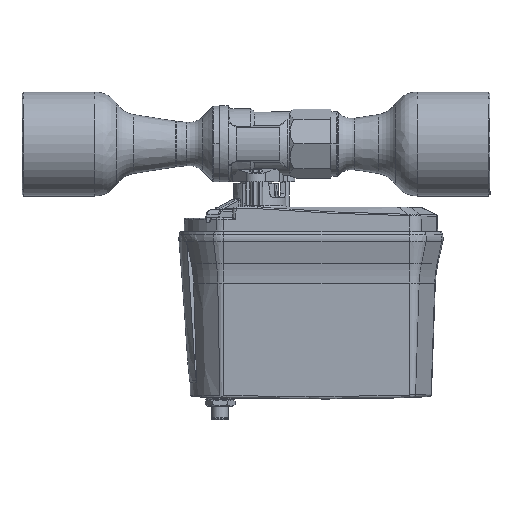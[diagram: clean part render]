
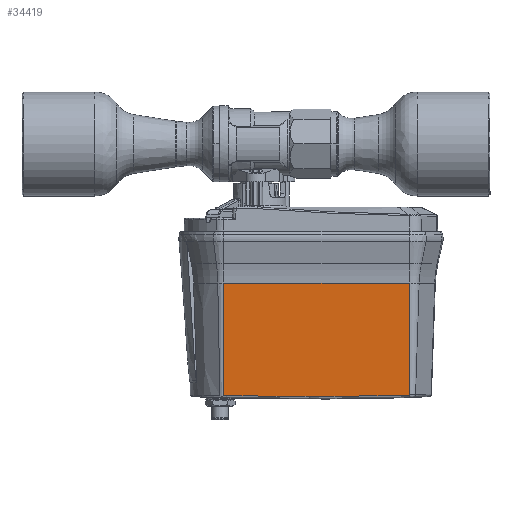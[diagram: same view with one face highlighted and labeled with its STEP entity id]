
A CAD part, top view. The second image highlights one B-rep face of the part: STEP entity #34419.
In plain terms, the highlighted planar face has unit normal (0, -0.035, 0.999).
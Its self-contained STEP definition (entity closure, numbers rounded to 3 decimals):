
#10306=DIRECTION('',(1.,0.,0.));
#10307=VECTOR('',#10306,71.514);
#10308=CARTESIAN_POINT('',(-12.497,34.48,
22.965));
#10309=LINE('',#10308,#10307);
#10334=DIRECTION('',(0.,0.999,0.035));
#10335=VECTOR('',#10334,43.233);
#10336=CARTESIAN_POINT('',(-12.497,-8.727,
21.456));
#10337=LINE('',#10336,#10335);
#10631=CARTESIAN_POINT('',(36.,-9.053,21.445));
#10632=CARTESIAN_POINT('',(38.764,-9.028,
21.446));
#10633=CARTESIAN_POINT('',(44.153,-8.963,
21.448));
#10634=CARTESIAN_POINT('',(51.823,-8.818,
21.453));
#10635=CARTESIAN_POINT('',(56.665,-8.679,
21.458));
#10636=CARTESIAN_POINT('',(59.016,-8.588,
21.461));
#10650=CARTESIAN_POINT('',(-12.497,-8.727,
21.456));
#10657=CARTESIAN_POINT('',(-12.497,-8.727,
21.456));
#10658=CARTESIAN_POINT('',(-10.906,-8.773,
21.455));
#10659=CARTESIAN_POINT('',(-7.674,-8.852,
21.452));
#10660=CARTESIAN_POINT('',(-2.674,-8.945,
21.449));
#10661=CARTESIAN_POINT('',(0.759,-8.992,
21.447));
#10662=CARTESIAN_POINT('',(2.5,-9.013,
21.446));
#10664=CARTESIAN_POINT('',(6.,-9.05,21.445));
#10665=CARTESIAN_POINT('',(6.395,-9.054,
21.445));
#10666=CARTESIAN_POINT('',(7.206,-9.061,
21.445));
#10667=CARTESIAN_POINT('',(8.061,-9.068,
21.445));
#10668=CARTESIAN_POINT('',(8.5,-9.072,
21.444));
#10670=CARTESIAN_POINT('',(12.,-9.095,21.444));
#10671=CARTESIAN_POINT('',(12.401,-9.097,
21.444));
#10672=CARTESIAN_POINT('',(13.219,-9.101,
21.443));
#10673=CARTESIAN_POINT('',(14.068,-9.105,
21.443));
#10674=CARTESIAN_POINT('',(14.5,-9.106,
21.443));
#10676=CARTESIAN_POINT('',(18.,-9.116,21.443));
#10677=CARTESIAN_POINT('',(17.608,-9.114,
21.443));
#10678=CARTESIAN_POINT('',(16.827,-9.11,
21.443));
#10679=CARTESIAN_POINT('',(15.66,-9.113,
21.443));
#10680=CARTESIAN_POINT('',(14.886,-9.109,
21.443));
#10681=CARTESIAN_POINT('',(14.5,-9.106,
21.443));
#10683=CARTESIAN_POINT('',(18.,-9.116,21.443));
#10684=CARTESIAN_POINT('',(18.428,-9.117,
21.443));
#10685=CARTESIAN_POINT('',(19.273,-9.119,
21.443));
#10686=CARTESIAN_POINT('',(20.095,-9.119,
21.443));
#10687=CARTESIAN_POINT('',(20.5,-9.119,21.443));
#10689=CARTESIAN_POINT('',(24.,-9.117,
21.443));
#10690=CARTESIAN_POINT('',(23.613,-9.118,
21.443));
#10691=CARTESIAN_POINT('',(22.838,-9.118,
21.443));
#10692=CARTESIAN_POINT('',(21.668,-9.118,
21.443));
#10693=CARTESIAN_POINT('',(20.89,-9.119,
21.443));
#10694=CARTESIAN_POINT('',(20.5,-9.119,21.443));
#10696=CARTESIAN_POINT('',(30.,-9.096,
21.444));
#10697=CARTESIAN_POINT('',(29.614,-9.1,
21.443));
#10698=CARTESIAN_POINT('',(28.84,-9.106,
21.443));
#10699=CARTESIAN_POINT('',(27.673,-9.102,
21.443));
#10700=CARTESIAN_POINT('',(26.892,-9.107,
21.443));
#10701=CARTESIAN_POINT('',(26.5,-9.111,21.443));
#10703=CARTESIAN_POINT('',(32.5,-9.081,21.444));
#10704=CARTESIAN_POINT('',(33.667,-9.072,
21.444));
#10705=CARTESIAN_POINT('',(34.833,-9.063,
21.445));
#10706=CARTESIAN_POINT('',(36.,-9.053,21.445));
#10708=CARTESIAN_POINT('',(32.5,-9.081,21.444));
#10709=CARTESIAN_POINT('',(32.097,-9.084,
21.444));
#10710=CARTESIAN_POINT('',(31.278,-9.089,
21.444));
#10711=CARTESIAN_POINT('',(30.431,-9.094,
21.444));
#10712=CARTESIAN_POINT('',(30.,-9.096,
21.444));
#10714=CARTESIAN_POINT('',(26.5,-9.111,21.443));
#10715=CARTESIAN_POINT('',(26.095,-9.112,
21.443));
#10716=CARTESIAN_POINT('',(25.274,-9.115,
21.443));
#10717=CARTESIAN_POINT('',(24.428,-9.116,
21.443));
#10718=CARTESIAN_POINT('',(24.,-9.117,
21.443));
#10720=CARTESIAN_POINT('',(8.5,-9.072,
21.444));
#10721=CARTESIAN_POINT('',(9.667,-9.079,
21.444));
#10722=CARTESIAN_POINT('',(10.833,-9.087,
21.444));
#10723=CARTESIAN_POINT('',(12.,-9.095,21.444));
#10725=CARTESIAN_POINT('',(2.5,-9.013,
21.446));
#10726=CARTESIAN_POINT('',(3.667,-9.026,
21.446));
#10727=CARTESIAN_POINT('',(4.833,-9.038,
21.446));
#10728=CARTESIAN_POINT('',(6.,-9.05,21.445));
#10730=DIRECTION('',(0.,-0.999,-0.035));
#10731=VECTOR('',#10730,43.094);
#10732=CARTESIAN_POINT('',(59.016,34.48,22.965));
#10733=LINE('',#10732,#10731);
#13400=CARTESIAN_POINT('',(59.016,34.48,22.965));
#13402=VERTEX_POINT('',#13400);
#13493=VERTEX_POINT('',#10689);
#13494=VERTEX_POINT('',#10694);
#13497=VERTEX_POINT('',#10703);
#13498=VERTEX_POINT('',#10706);
#13549=VERTEX_POINT('',#10676);
#13550=VERTEX_POINT('',#10681);
#13553=CARTESIAN_POINT('',(59.016,-8.588,
21.461));
#13554=VERTEX_POINT('',#13553);
#13560=CARTESIAN_POINT('',(-12.497,34.48,
22.965));
#13561=VERTEX_POINT('',#13560);
#13587=VERTEX_POINT('',#10725);
#13588=VERTEX_POINT('',#10728);
#13604=VERTEX_POINT('',#10650);
#13619=VERTEX_POINT('',#10696);
#13620=VERTEX_POINT('',#10701);
#13621=VERTEX_POINT('',#10720);
#13622=VERTEX_POINT('',#10723);
#34395=CARTESIAN_POINT('',(59.016,38.265,23.098));
#34396=DIRECTION('',(0.,0.035,-0.999));
#34397=DIRECTION('',(0.,0.999,0.035));
#34398=AXIS2_PLACEMENT_3D('',#34395,#34396,#34397);
#34399=PLANE('',#34398);
#34400=ORIENTED_EDGE('',*,*,#34363,.F.);
#34401=ORIENTED_EDGE('',*,*,#34361,.F.);
#34402=ORIENTED_EDGE('',*,*,#34390,.T.);
#34403=ORIENTED_EDGE('',*,*,#34388,.T.);
#34404=ORIENTED_EDGE('',*,*,#34386,.T.);
#34405=ORIENTED_EDGE('',*,*,#34384,.T.);
#34406=ORIENTED_EDGE('',*,*,#34382,.F.);
#34407=ORIENTED_EDGE('',*,*,#34380,.T.);
#34408=ORIENTED_EDGE('',*,*,#34378,.F.);
#34409=ORIENTED_EDGE('',*,*,#34376,.F.);
#34410=ORIENTED_EDGE('',*,*,#34374,.F.);
#34411=ORIENTED_EDGE('',*,*,#34372,.F.);
#34412=ORIENTED_EDGE('',*,*,#34370,.F.);
#34413=ORIENTED_EDGE('',*,*,#33839,.T.);
#34414=ORIENTED_EDGE('',*,*,#33812,.T.);
#34416=ORIENTED_EDGE('',*,*,#34415,.T.);
#34417=EDGE_LOOP('',(#34400,#34401,#34402,#34403,#34404,#34405,#34406,#34407,
#34408,#34409,#34410,#34411,#34412,#34413,#34414,#34416));
#34418=FACE_OUTER_BOUND('',#34417,.F.);
#10637=B_SPLINE_CURVE_WITH_KNOTS('',3,(#10631,#10632,#10633,#10634,#10635,
#10636),.UNSPECIFIED.,.F.,.F.,(4,1,1,4),(0.,0.333,
0.667,1.),.UNSPECIFIED.);
#10663=B_SPLINE_CURVE_WITH_KNOTS('',3,(#10657,#10658,#10659,#10660,#10661,
#10662),.UNSPECIFIED.,.F.,.F.,(4,1,1,4),(0.,0.333,
0.667,1.),.UNSPECIFIED.);
#10669=B_SPLINE_CURVE_WITH_KNOTS('',3,(#10664,#10665,#10666,#10667,#10668),
.UNSPECIFIED.,.F.,.F.,(4,1,4),(0.,0.5,1.),.UNSPECIFIED.);
#10675=B_SPLINE_CURVE_WITH_KNOTS('',3,(#10670,#10671,#10672,#10673,#10674),
.UNSPECIFIED.,.F.,.F.,(4,1,4),(0.,0.5,1.),.UNSPECIFIED.);
#10682=B_SPLINE_CURVE_WITH_KNOTS('',3,(#10676,#10677,#10678,#10679,#10680,
#10681),.UNSPECIFIED.,.F.,.F.,(4,1,1,4),(0.,0.333,
0.667,1.),.UNSPECIFIED.);
#10688=B_SPLINE_CURVE_WITH_KNOTS('',3,(#10683,#10684,#10685,#10686,#10687),
.UNSPECIFIED.,.F.,.F.,(4,1,4),(0.,0.5,1.),.UNSPECIFIED.);
#10695=B_SPLINE_CURVE_WITH_KNOTS('',3,(#10689,#10690,#10691,#10692,#10693,
#10694),.UNSPECIFIED.,.F.,.F.,(4,1,1,4),(0.,0.333,
0.667,1.),.UNSPECIFIED.);
#10702=B_SPLINE_CURVE_WITH_KNOTS('',3,(#10696,#10697,#10698,#10699,#10700,
#10701),.UNSPECIFIED.,.F.,.F.,(4,1,1,4),(0.,0.333,
0.667,1.),.UNSPECIFIED.);
#10707=B_SPLINE_CURVE_WITH_KNOTS('',3,(#10703,#10704,#10705,#10706),
.UNSPECIFIED.,.F.,.F.,(4,4),(0.,1.),.UNSPECIFIED.);
#10713=B_SPLINE_CURVE_WITH_KNOTS('',3,(#10708,#10709,#10710,#10711,#10712),
.UNSPECIFIED.,.F.,.F.,(4,1,4),(0.,0.5,1.),.UNSPECIFIED.);
#10719=B_SPLINE_CURVE_WITH_KNOTS('',3,(#10714,#10715,#10716,#10717,#10718),
.UNSPECIFIED.,.F.,.F.,(4,1,4),(0.,0.5,1.),.UNSPECIFIED.);
#10724=B_SPLINE_CURVE_WITH_KNOTS('',3,(#10720,#10721,#10722,#10723),
.UNSPECIFIED.,.F.,.F.,(4,4),(0.,1.),.UNSPECIFIED.);
#10729=B_SPLINE_CURVE_WITH_KNOTS('',3,(#10725,#10726,#10727,#10728),
.UNSPECIFIED.,.F.,.F.,(4,4),(0.,1.),.UNSPECIFIED.);
#33812=EDGE_CURVE('',#13561,#13402,#10309,.T.);
#33839=EDGE_CURVE('',#13604,#13561,#10337,.T.);
#34361=EDGE_CURVE('',#13497,#13498,#10707,.T.);
#34363=EDGE_CURVE('',#13498,#13554,#10637,.T.);
#34370=EDGE_CURVE('',#13604,#13587,#10663,.T.);
#34372=EDGE_CURVE('',#13587,#13588,#10729,.T.);
#34374=EDGE_CURVE('',#13588,#13621,#10669,.T.);
#34376=EDGE_CURVE('',#13621,#13622,#10724,.T.);
#34378=EDGE_CURVE('',#13622,#13550,#10675,.T.);
#34380=EDGE_CURVE('',#13549,#13550,#10682,.T.);
#34382=EDGE_CURVE('',#13549,#13494,#10688,.T.);
#34384=EDGE_CURVE('',#13493,#13494,#10695,.T.);
#34386=EDGE_CURVE('',#13620,#13493,#10719,.T.);
#34388=EDGE_CURVE('',#13619,#13620,#10702,.T.);
#34390=EDGE_CURVE('',#13497,#13619,#10713,.T.);
#34415=EDGE_CURVE('',#13402,#13554,#10733,.T.);
#34419=ADVANCED_FACE('',(#34418),#34399,.F.);
